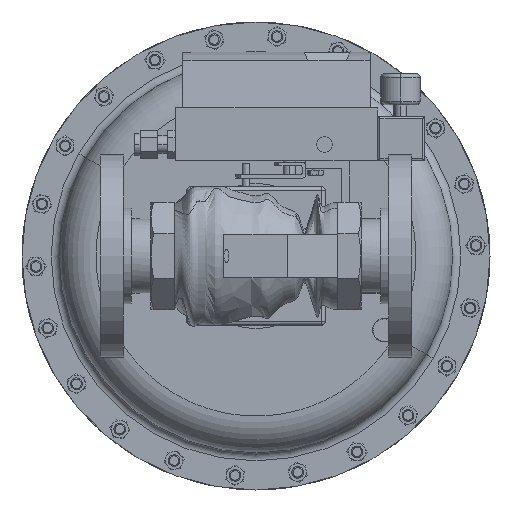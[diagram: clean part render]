
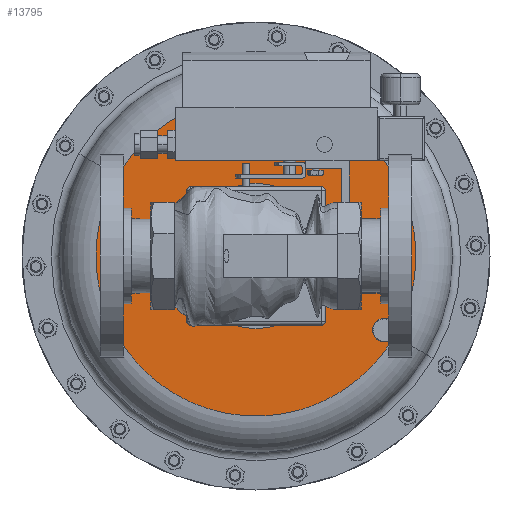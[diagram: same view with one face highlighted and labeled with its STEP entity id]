
A CAD part, front view. The second image highlights one B-rep face of the part: STEP entity #13795.
In plain terms, the highlighted planar face has unit normal (0, -1, 0).
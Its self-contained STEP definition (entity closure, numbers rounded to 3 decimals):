
#1758 = ORIENTED_EDGE ( 'NONE', *, *, #50528, .T. ) ;
#1914 = EDGE_CURVE ( 'NONE', #53835, #8496, #15382, .T. ) ;
#2157 = ORIENTED_EDGE ( 'NONE', *, *, #1914, .T. ) ;
#2241 = DIRECTION ( 'NONE',  ( 0., 1., 0. ) ) ;
#3711 = PLANE ( 'NONE',  #21588 ) ;
#4935 = DIRECTION ( 'NONE',  ( 0., 1., 0. ) ) ;
#5262 = CARTESIAN_POINT ( 'NONE',  ( 0., 8.92, 0. ) ) ;
#5803 = CARTESIAN_POINT ( 'NONE',  ( 0., 8.92, 0. ) ) ;
#6575 = CIRCLE ( 'NONE', #53120, 0.375 ) ;
#7533 = DIRECTION ( 'NONE',  ( 0., 1., 0. ) ) ;
#7879 = AXIS2_PLACEMENT_3D ( 'NONE', #33913, #4935, #38748 ) ;
#8496 = VERTEX_POINT ( 'NONE', #27089 ) ;
#8556 = DIRECTION ( 'NONE',  ( -0.866, 0., 0.5 ) ) ;
#10129 = DIRECTION ( 'NONE',  ( 0.866, 0., -0.5 ) ) ;
#10266 = DIRECTION ( 'NONE',  ( 0., 1., 0. ) ) ;
#10686 = DIRECTION ( 'NONE',  ( 0., 0., -1. ) ) ;
#11118 = EDGE_LOOP ( 'NONE', ( #1758, #2157 ) ) ;
#11144 = VERTEX_POINT ( 'NONE', #52856 ) ;
#13561 = AXIS2_PLACEMENT_3D ( 'NONE', #5262, #39084, #10129 ) ;
#13795 = ADVANCED_FACE ( 'NONE', ( #28817, #40095 ), #3711, .T. ) ;
#15273 = CARTESIAN_POINT ( 'NONE',  ( 4.438, 8.92, -2.563 ) ) ;
#15382 = CIRCLE ( 'NONE', #62395, 2.325 ) ;
#16565 = CARTESIAN_POINT ( 'NONE',  ( 0., 8.92, 2.325 ) ) ;
#18102 = CARTESIAN_POINT ( 'NONE',  ( -2.563, 8.92, -4.438 ) ) ;
#20228 = ORIENTED_EDGE ( 'NONE', *, *, #33370, .T. ) ;
#21029 = EDGE_CURVE ( 'NONE', #11144, #32502, #36090, .T. ) ;
#21588 = AXIS2_PLACEMENT_3D ( 'NONE', #18102, #37550, #8556 ) ;
#23217 = EDGE_CURVE ( 'NONE', #32502, #11144, #44956, .T. ) ;
#23822 = EDGE_CURVE ( 'NONE', #32502, #43923, #38131, .T. ) ;
#24776 = CIRCLE ( 'NONE', #59185, 2.325 ) ;
#26519 = EDGE_LOOP ( 'NONE', ( #60166, #59601, #20228, #29475 ) ) ;
#27089 = CARTESIAN_POINT ( 'NONE',  ( 0., 8.92, -2.325 ) ) ;
#28817 = FACE_BOUND ( 'NONE', #11118, .T. ) ;
#29475 = ORIENTED_EDGE ( 'NONE', *, *, #21029, .F. ) ;
#31239 = CARTESIAN_POINT ( 'NONE',  ( 0., 8.92, 0. ) ) ;
#32502 = VERTEX_POINT ( 'NONE', #15273 ) ;
#33370 = EDGE_CURVE ( 'NONE', #43923, #32502, #6575, .T. ) ;
#33749 = AXIS2_PLACEMENT_3D ( 'NONE', #39220, #10266, #44086 ) ;
#33913 = CARTESIAN_POINT ( 'NONE',  ( 4.114, 8.92, -2.375 ) ) ;
#34888 = CARTESIAN_POINT ( 'NONE',  ( 3.789, 8.92, -2.188 ) ) ;
#36090 = CIRCLE ( 'NONE', #33749, 5.125 ) ;
#36110 = DIRECTION ( 'NONE',  ( 0., 0., -1. ) ) ;
#36545 = CARTESIAN_POINT ( 'NONE',  ( 4.114, 8.92, -2.375 ) ) ;
#37550 = DIRECTION ( 'NONE',  ( 0., -1., 0. ) ) ;
#38131 = CIRCLE ( 'NONE', #7879, 0.375 ) ;
#38748 = DIRECTION ( 'NONE',  ( 0.866, 0., -0.5 ) ) ;
#39084 = DIRECTION ( 'NONE',  ( 0., 1., 0. ) ) ;
#39220 = CARTESIAN_POINT ( 'NONE',  ( 0., 8.92, 0. ) ) ;
#39630 = DIRECTION ( 'NONE',  ( 0., 1., 0. ) ) ;
#40095 = FACE_OUTER_BOUND ( 'NONE', #26519, .T. ) ;
#41372 = DIRECTION ( 'NONE',  ( 0.866, 0., -0.5 ) ) ;
#43923 = VERTEX_POINT ( 'NONE', #34888 ) ;
#44086 = DIRECTION ( 'NONE',  ( 0.866, 0., -0.5 ) ) ;
#44956 = CIRCLE ( 'NONE', #13561, 5.125 ) ;
#50528 = EDGE_CURVE ( 'NONE', #8496, #53835, #24776, .T. ) ;
#52856 = CARTESIAN_POINT ( 'NONE',  ( -4.438, 8.92, 2.563 ) ) ;
#53120 = AXIS2_PLACEMENT_3D ( 'NONE', #36545, #7533, #41372 ) ;
#53835 = VERTEX_POINT ( 'NONE', #16565 ) ;
#59185 = AXIS2_PLACEMENT_3D ( 'NONE', #5803, #39630, #10686 ) ;
#59601 = ORIENTED_EDGE ( 'NONE', *, *, #23822, .T. ) ;
#60166 = ORIENTED_EDGE ( 'NONE', *, *, #23217, .F. ) ;
#62395 = AXIS2_PLACEMENT_3D ( 'NONE', #31239, #2241, #36110 ) ;
